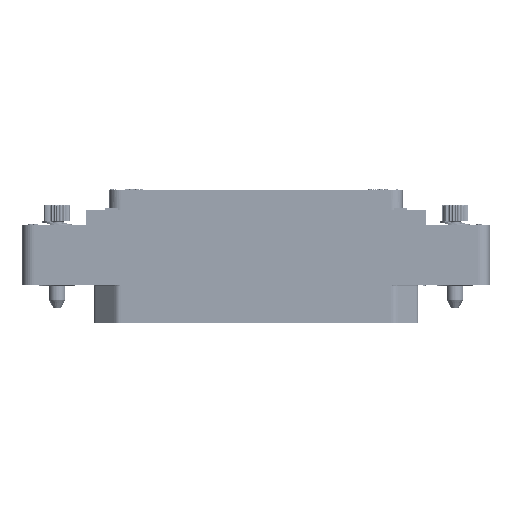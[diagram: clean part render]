
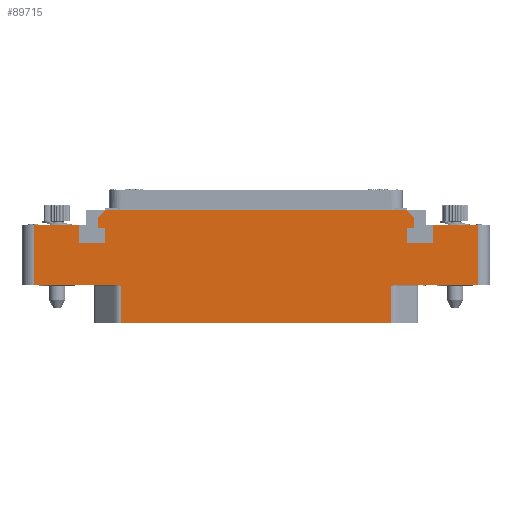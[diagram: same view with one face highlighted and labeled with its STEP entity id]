
A CAD part, top view. The second image highlights one B-rep face of the part: STEP entity #89715.
In plain terms, the highlighted planar face has unit normal (0, 0, 1).
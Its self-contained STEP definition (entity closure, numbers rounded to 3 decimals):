
#2515=DIRECTION('',(-0.707,-0.707,0.));
#2516=VECTOR('',#2515,1.697);
#2517=CARTESIAN_POINT('',(-25.8,12.75,7.));
#2518=LINE('',#2517,#2516);
#2527=DIRECTION('',(1.,0.,0.));
#2528=VECTOR('',#2527,7.8);
#2529=CARTESIAN_POINT('',(-38.,10.25,7.));
#2530=LINE('',#2529,#2528);
#2531=DIRECTION('',(0.,-1.,0.));
#2532=VECTOR('',#2531,3.2);
#2533=CARTESIAN_POINT('',(-30.2,10.25,7.));
#2534=LINE('',#2533,#2532);
#2535=DIRECTION('',(1.,0.,0.));
#2536=VECTOR('',#2535,4.4);
#2537=CARTESIAN_POINT('',(-30.2,7.05,7.));
#2538=LINE('',#2537,#2536);
#2539=DIRECTION('',(0.,1.,0.));
#2540=VECTOR('',#2539,2.6);
#2541=CARTESIAN_POINT('',(-25.8,7.05,7.));
#2542=LINE('',#2541,#2540);
#2543=DIRECTION('',(-1.,0.,0.));
#2544=VECTOR('',#2543,1.2);
#2545=CARTESIAN_POINT('',(-25.8,9.65,7.));
#2546=LINE('',#2545,#2544);
#2547=DIRECTION('',(0.,-1.,0.));
#2548=VECTOR('',#2547,1.9);
#2549=CARTESIAN_POINT('',(-27.,11.55,7.));
#2550=LINE('',#2549,#2548);
#2551=DIRECTION('',(1.,0.,0.));
#2552=VECTOR('',#2551,51.6);
#2553=CARTESIAN_POINT('',(-25.8,12.75,7.));
#2554=LINE('',#2553,#2552);
#2555=DIRECTION('',(0.,-1.,0.));
#2556=VECTOR('',#2555,1.9);
#2557=CARTESIAN_POINT('',(27.,11.55,7.));
#2558=LINE('',#2557,#2556);
#2559=DIRECTION('',(-1.,0.,0.));
#2560=VECTOR('',#2559,1.2);
#2561=CARTESIAN_POINT('',(27.,9.65,7.));
#2562=LINE('',#2561,#2560);
#2563=DIRECTION('',(0.,-1.,0.));
#2564=VECTOR('',#2563,2.6);
#2565=CARTESIAN_POINT('',(25.8,9.65,7.));
#2566=LINE('',#2565,#2564);
#2567=DIRECTION('',(1.,0.,0.));
#2568=VECTOR('',#2567,4.4);
#2569=CARTESIAN_POINT('',(25.8,7.05,7.));
#2570=LINE('',#2569,#2568);
#2571=DIRECTION('',(0.,1.,0.));
#2572=VECTOR('',#2571,3.2);
#2573=CARTESIAN_POINT('',(30.2,7.05,7.));
#2574=LINE('',#2573,#2572);
#2575=DIRECTION('',(1.,0.,0.));
#2576=VECTOR('',#2575,7.8);
#2577=CARTESIAN_POINT('',(30.2,10.25,7.));
#2578=LINE('',#2577,#2576);
#2579=DIRECTION('',(1.,0.,0.));
#2580=VECTOR('',#2579,14.082);
#2581=CARTESIAN_POINT('',(23.918,0.,7.));
#2582=LINE('',#2581,#2580);
#2641=CARTESIAN_POINT('',(23.118,-0.2,7.));
#2642=CARTESIAN_POINT('',(23.14,-0.192,7.));
#2643=CARTESIAN_POINT('',(23.184,-0.176,7.));
#2644=CARTESIAN_POINT('',(23.251,-0.152,7.));
#2645=CARTESIAN_POINT('',(23.318,-0.128,7.));
#2646=CARTESIAN_POINT('',(23.385,-0.106,7.));
#2647=CARTESIAN_POINT('',(23.451,-0.085,7.));
#2648=CARTESIAN_POINT('',(23.515,-0.066,7.));
#2649=CARTESIAN_POINT('',(23.577,-0.049,7.));
#2650=CARTESIAN_POINT('',(23.636,-0.035,7.));
#2651=CARTESIAN_POINT('',(23.688,-0.024,7.));
#2652=CARTESIAN_POINT('',(23.734,-0.016,7.));
#2653=CARTESIAN_POINT('',(23.776,-0.01,7.));
#2654=CARTESIAN_POINT('',(23.814,-0.005,7.));
#2655=CARTESIAN_POINT('',(23.85,-0.002,7.));
#2656=CARTESIAN_POINT('',(23.884,0.,7.));
#2657=CARTESIAN_POINT('',(23.907,0.,7.));
#2658=CARTESIAN_POINT('',(23.918,0.,7.));
#2674=DIRECTION('',(0.,1.,0.));
#2675=VECTOR('',#2674,6.3);
#2676=CARTESIAN_POINT('',(23.118,-6.5,7.));
#2677=LINE('',#2676,#2675);
#3687=DIRECTION('',(0.,1.,0.));
#3688=VECTOR('',#3687,10.25);
#3689=CARTESIAN_POINT('',(38.,0.,7.));
#3690=LINE('',#3689,#3688);
#3733=DIRECTION('',(0.707,-0.707,0.));
#3734=VECTOR('',#3733,1.697);
#3735=CARTESIAN_POINT('',(25.8,12.75,7.));
#3736=LINE('',#3735,#3734);
#13218=DIRECTION('',(0.,-1.,0.));
#13219=VECTOR('',#13218,10.25);
#13220=CARTESIAN_POINT('',(-38.,10.25,7.));
#13221=LINE('',#13220,#13219);
#13253=DIRECTION('',(1.,0.,0.));
#13254=VECTOR('',#13253,14.082);
#13255=CARTESIAN_POINT('',(-38.,0.,7.));
#13256=LINE('',#13255,#13254);
#13368=CARTESIAN_POINT('',(-23.918,0.,7.));
#13369=CARTESIAN_POINT('',(-23.907,0.,7.));
#13370=CARTESIAN_POINT('',(-23.884,0.,7.));
#13371=CARTESIAN_POINT('',(-23.85,-0.002,7.));
#13372=CARTESIAN_POINT('',(-23.814,-0.005,7.));
#13373=CARTESIAN_POINT('',(-23.776,-0.01,7.));
#13374=CARTESIAN_POINT('',(-23.734,-0.016,7.));
#13375=CARTESIAN_POINT('',(-23.688,-0.024,7.));
#13376=CARTESIAN_POINT('',(-23.636,-0.035,7.));
#13377=CARTESIAN_POINT('',(-23.577,-0.049,7.));
#13378=CARTESIAN_POINT('',(-23.515,-0.066,7.));
#13379=CARTESIAN_POINT('',(-23.451,-0.085,7.));
#13380=CARTESIAN_POINT('',(-23.385,-0.106,7.));
#13381=CARTESIAN_POINT('',(-23.318,-0.128,7.));
#13382=CARTESIAN_POINT('',(-23.251,-0.152,7.));
#13383=CARTESIAN_POINT('',(-23.184,-0.176,7.));
#13384=CARTESIAN_POINT('',(-23.14,-0.192,7.));
#13385=CARTESIAN_POINT('',(-23.118,-0.2,7.));
#13387=DIRECTION('',(0.,1.,0.));
#13388=VECTOR('',#13387,6.3);
#13389=CARTESIAN_POINT('',(-23.118,-6.5,7.));
#13390=LINE('',#13389,#13388);
#13412=DIRECTION('',(-1.,0.,0.));
#13413=VECTOR('',#13412,46.236);
#13414=CARTESIAN_POINT('',(23.118,-6.5,7.));
#13415=LINE('',#13414,#13413);
#73273=CARTESIAN_POINT('',(-30.2,10.25,7.));
#73274=CARTESIAN_POINT('',(-30.2,7.05,7.));
#73275=VERTEX_POINT('',#73273);
#73276=VERTEX_POINT('',#73274);
#73277=CARTESIAN_POINT('',(-25.8,7.05,7.));
#73278=VERTEX_POINT('',#73277);
#73279=CARTESIAN_POINT('',(-25.8,9.65,7.));
#73280=VERTEX_POINT('',#73279);
#73281=CARTESIAN_POINT('',(-27.,9.65,7.));
#73282=VERTEX_POINT('',#73281);
#73283=CARTESIAN_POINT('',(27.,9.65,7.));
#73284=CARTESIAN_POINT('',(25.8,9.65,7.));
#73285=VERTEX_POINT('',#73283);
#73286=VERTEX_POINT('',#73284);
#73287=CARTESIAN_POINT('',(25.8,7.05,7.));
#73288=VERTEX_POINT('',#73287);
#73289=CARTESIAN_POINT('',(30.2,7.05,7.));
#73290=VERTEX_POINT('',#73289);
#73291=CARTESIAN_POINT('',(30.2,10.25,7.));
#73292=VERTEX_POINT('',#73291);
#73297=CARTESIAN_POINT('',(-27.,11.55,7.));
#73299=VERTEX_POINT('',#73297);
#73301=CARTESIAN_POINT('',(-25.8,12.75,7.));
#73302=VERTEX_POINT('',#73301);
#73303=CARTESIAN_POINT('',(27.,11.55,7.));
#73305=VERTEX_POINT('',#73303);
#73307=CARTESIAN_POINT('',(25.8,12.75,7.));
#73308=VERTEX_POINT('',#73307);
#73393=CARTESIAN_POINT('',(38.,0.,7.));
#73394=CARTESIAN_POINT('',(38.,10.25,7.));
#73395=VERTEX_POINT('',#73393);
#73396=VERTEX_POINT('',#73394);
#73401=CARTESIAN_POINT('',(-38.,10.25,7.));
#73402=CARTESIAN_POINT('',(-38.,0.,7.));
#73403=VERTEX_POINT('',#73401);
#73404=VERTEX_POINT('',#73402);
#73610=CARTESIAN_POINT('',(23.118,-6.5,7.));
#73612=VERTEX_POINT('',#73610);
#73613=CARTESIAN_POINT('',(-23.118,-6.5,7.));
#73615=VERTEX_POINT('',#73613);
#73677=CARTESIAN_POINT('',(-23.118,-0.2,7.));
#73678=VERTEX_POINT('',#73677);
#73679=CARTESIAN_POINT('',(-23.918,0.,7.));
#73680=VERTEX_POINT('',#73679);
#73681=CARTESIAN_POINT('',(23.118,-0.2,7.));
#73683=VERTEX_POINT('',#73681);
#73685=CARTESIAN_POINT('',(23.918,0.,7.));
#73687=VERTEX_POINT('',#73685);
#89662=CARTESIAN_POINT('',(0.,0.,7.));
#89663=DIRECTION('',(0.,0.,-1.));
#89664=DIRECTION('',(-1.,0.,0.));
#89665=AXIS2_PLACEMENT_3D('',#89662,#89663,#89664);
#89666=PLANE('',#89665);
#89668=ORIENTED_EDGE('',*,*,#89667,.F.);
#89670=ORIENTED_EDGE('',*,*,#89669,.F.);
#89672=ORIENTED_EDGE('',*,*,#89671,.F.);
#89674=ORIENTED_EDGE('',*,*,#89673,.T.);
#89676=ORIENTED_EDGE('',*,*,#89675,.T.);
#89678=ORIENTED_EDGE('',*,*,#89677,.F.);
#89680=ORIENTED_EDGE('',*,*,#89679,.F.);
#89682=ORIENTED_EDGE('',*,*,#89681,.F.);
#89684=ORIENTED_EDGE('',*,*,#89683,.T.);
#89686=ORIENTED_EDGE('',*,*,#89685,.T.);
#89688=ORIENTED_EDGE('',*,*,#89687,.T.);
#89690=ORIENTED_EDGE('',*,*,#89689,.T.);
#89692=ORIENTED_EDGE('',*,*,#89691,.T.);
#89694=ORIENTED_EDGE('',*,*,#89693,.F.);
#89695=ORIENTED_EDGE('',*,*,#89654,.F.);
#89696=ORIENTED_EDGE('',*,*,#89342,.T.);
#89698=ORIENTED_EDGE('',*,*,#89697,.T.);
#89700=ORIENTED_EDGE('',*,*,#89699,.T.);
#89702=ORIENTED_EDGE('',*,*,#89701,.T.);
#89704=ORIENTED_EDGE('',*,*,#89703,.T.);
#89706=ORIENTED_EDGE('',*,*,#89705,.T.);
#89708=ORIENTED_EDGE('',*,*,#89707,.T.);
#89710=ORIENTED_EDGE('',*,*,#89709,.T.);
#89712=ORIENTED_EDGE('',*,*,#89711,.F.);
#89713=EDGE_LOOP('',(#89668,#89670,#89672,#89674,#89676,#89678,#89680,#89682,
#89684,#89686,#89688,#89690,#89692,#89694,#89695,#89696,#89698,#89700,#89702,
#89704,#89706,#89708,#89710,#89712));
#89714=FACE_OUTER_BOUND('',#89713,.F.);
#89715=ADVANCED_FACE('',(#89714),#89666,.F.);
#2659=B_SPLINE_CURVE_WITH_KNOTS('',3,(#2641,#2642,#2643,#2644,#2645,#2646,#2647,
#2648,#2649,#2650,#2651,#2652,#2653,#2654,#2655,#2656,#2657,#2658),
.UNSPECIFIED.,.F.,.F.,(4,1,1,1,1,1,1,1,1,1,1,1,1,1,1,4),(0.,0.067,
0.133,0.2,0.267,0.333,0.4,
0.467,0.533,0.6,0.667,0.733,
0.8,0.867,0.933,1.),.UNSPECIFIED.);
#13386=B_SPLINE_CURVE_WITH_KNOTS('',3,(#13368,#13369,#13370,#13371,#13372,
#13373,#13374,#13375,#13376,#13377,#13378,#13379,#13380,#13381,#13382,#13383,
#13384,#13385),.UNSPECIFIED.,.F.,.F.,(4,1,1,1,1,1,1,1,1,1,1,1,1,1,1,4),(0.,
0.067,0.133,0.2,0.267,0.333,
0.4,0.467,0.533,0.6,0.667,
0.733,0.8,0.867,0.933,1.),
.UNSPECIFIED.);
#89342=EDGE_CURVE('',#73302,#73308,#2554,.T.);
#89654=EDGE_CURVE('',#73302,#73299,#2518,.T.);
#89667=EDGE_CURVE('',#73687,#73395,#2582,.T.);
#89669=EDGE_CURVE('',#73683,#73687,#2659,.T.);
#89671=EDGE_CURVE('',#73612,#73683,#2677,.T.);
#89673=EDGE_CURVE('',#73612,#73615,#13415,.T.);
#89675=EDGE_CURVE('',#73615,#73678,#13390,.T.);
#89677=EDGE_CURVE('',#73680,#73678,#13386,.T.);
#89679=EDGE_CURVE('',#73404,#73680,#13256,.T.);
#89681=EDGE_CURVE('',#73403,#73404,#13221,.T.);
#89683=EDGE_CURVE('',#73403,#73275,#2530,.T.);
#89685=EDGE_CURVE('',#73275,#73276,#2534,.T.);
#89687=EDGE_CURVE('',#73276,#73278,#2538,.T.);
#89689=EDGE_CURVE('',#73278,#73280,#2542,.T.);
#89691=EDGE_CURVE('',#73280,#73282,#2546,.T.);
#89693=EDGE_CURVE('',#73299,#73282,#2550,.T.);
#89697=EDGE_CURVE('',#73308,#73305,#3736,.T.);
#89699=EDGE_CURVE('',#73305,#73285,#2558,.T.);
#89701=EDGE_CURVE('',#73285,#73286,#2562,.T.);
#89703=EDGE_CURVE('',#73286,#73288,#2566,.T.);
#89705=EDGE_CURVE('',#73288,#73290,#2570,.T.);
#89707=EDGE_CURVE('',#73290,#73292,#2574,.T.);
#89709=EDGE_CURVE('',#73292,#73396,#2578,.T.);
#89711=EDGE_CURVE('',#73395,#73396,#3690,.T.);
